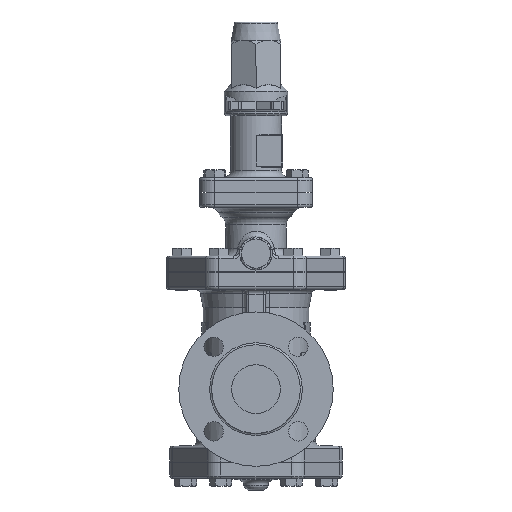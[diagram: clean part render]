
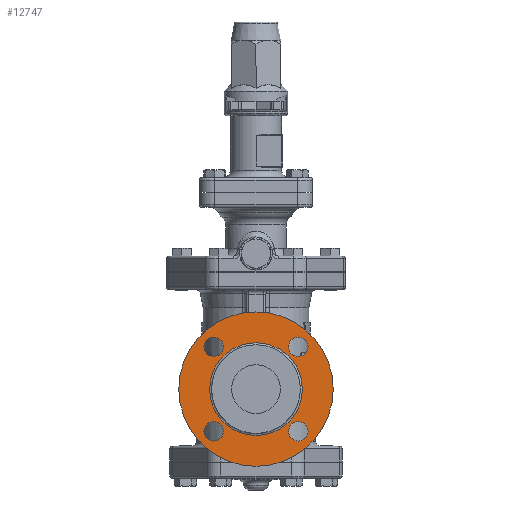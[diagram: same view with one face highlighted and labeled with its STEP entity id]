
A CAD part, left-side view. The second image highlights one B-rep face of the part: STEP entity #12747.
In plain terms, the highlighted planar face has unit normal (-1, 0, 0).
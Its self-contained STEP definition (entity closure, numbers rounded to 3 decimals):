
#2449=PLANE('',#14114);
#2639=FACE_BOUND('',#4431,.T.);
#2640=FACE_BOUND('',#4432,.T.);
#2641=FACE_BOUND('',#4433,.T.);
#2642=FACE_BOUND('',#4434,.T.);
#2643=FACE_BOUND('',#4435,.T.);
#3438=FACE_OUTER_BOUND('',#4430,.T.);
#4430=EDGE_LOOP('',(#11636));
#4431=EDGE_LOOP('',(#11637));
#4432=EDGE_LOOP('',(#11638));
#4433=EDGE_LOOP('',(#11639));
#4434=EDGE_LOOP('',(#11640));
#4435=EDGE_LOOP('',(#11641));
#5119=CIRCLE('',#14106,63.5);
#5123=CIRCLE('',#14113,38.1);
#5124=CIRCLE('',#14115,8.);
#5125=CIRCLE('',#14116,8.);
#5126=CIRCLE('',#14117,8.);
#5127=CIRCLE('',#14118,8.);
#6285=VERTEX_POINT('',#35283);
#6289=VERTEX_POINT('',#35294);
#6290=VERTEX_POINT('',#35297);
#6291=VERTEX_POINT('',#35299);
#6292=VERTEX_POINT('',#35301);
#6293=VERTEX_POINT('',#35303);
#8087=EDGE_CURVE('',#6285,#6285,#5119,.T.);
#8091=EDGE_CURVE('',#6289,#6289,#5123,.T.);
#8092=EDGE_CURVE('',#6290,#6290,#5124,.T.);
#8093=EDGE_CURVE('',#6291,#6291,#5125,.T.);
#8094=EDGE_CURVE('',#6292,#6292,#5126,.T.);
#8095=EDGE_CURVE('',#6293,#6293,#5127,.T.);
#11636=ORIENTED_EDGE('',*,*,#8087,.F.);
#11637=ORIENTED_EDGE('',*,*,#8092,.F.);
#11638=ORIENTED_EDGE('',*,*,#8093,.F.);
#11639=ORIENTED_EDGE('',*,*,#8094,.F.);
#11640=ORIENTED_EDGE('',*,*,#8095,.F.);
#11641=ORIENTED_EDGE('',*,*,#8091,.F.);
#12747=ADVANCED_FACE('',(#3438,#2639,#2640,#2641,#2642,#2643),#2449,.T.);
#14106=AXIS2_PLACEMENT_3D('',#35284,#17467,#17468);
#14113=AXIS2_PLACEMENT_3D('',#35295,#17481,#17482);
#14114=AXIS2_PLACEMENT_3D('',#35296,#17483,#17484);
#14115=AXIS2_PLACEMENT_3D('',#35298,#17485,#17486);
#14116=AXIS2_PLACEMENT_3D('',#35300,#17487,#17488);
#14117=AXIS2_PLACEMENT_3D('',#35302,#17489,#17490);
#14118=AXIS2_PLACEMENT_3D('',#35304,#17491,#17492);
#17467=DIRECTION('center_axis',(1.,0.,0.));
#17468=DIRECTION('ref_axis',(0.,0.,1.));
#17481=DIRECTION('center_axis',(-1.,0.,0.));
#17482=DIRECTION('ref_axis',(0.,0.,1.));
#17483=DIRECTION('center_axis',(-1.,0.,0.));
#17484=DIRECTION('ref_axis',(0.,0.,1.));
#17485=DIRECTION('center_axis',(-1.,0.,0.));
#17486=DIRECTION('ref_axis',(0.,1.,0.));
#17487=DIRECTION('center_axis',(-1.,0.,0.));
#17488=DIRECTION('ref_axis',(0.,0.,
1.));
#17489=DIRECTION('center_axis',(-1.,0.,0.));
#17490=DIRECTION('ref_axis',(0.,-1.,0.));
#17491=DIRECTION('center_axis',(-1.,0.,0.));
#17492=DIRECTION('ref_axis',(0.,0.,-1.));
#35283=CARTESIAN_POINT('',(-108.4,0.,-3.5));
#35284=CARTESIAN_POINT('Origin',(-108.4,0.,60.));
#35294=CARTESIAN_POINT('',(-108.4,0.,21.9));
#35295=CARTESIAN_POINT('Origin',(-108.4,0.,60.));
#35296=CARTESIAN_POINT('Origin',(-108.4,0.,60.));
#35297=CARTESIAN_POINT('',(-108.4,-34.79,86.79));
#35298=CARTESIAN_POINT('Origin',(-108.4,-34.79,94.79));
#35299=CARTESIAN_POINT('',(-108.4,-34.79,17.21));
#35300=CARTESIAN_POINT('Origin',(-108.4,-34.79,25.21));
#35301=CARTESIAN_POINT('',(-108.4,34.79,17.21));
#35302=CARTESIAN_POINT('Origin',(-108.4,34.79,25.21));
#35303=CARTESIAN_POINT('',(-108.4,34.79,86.79));
#35304=CARTESIAN_POINT('Origin',(-108.4,34.79,94.79));
